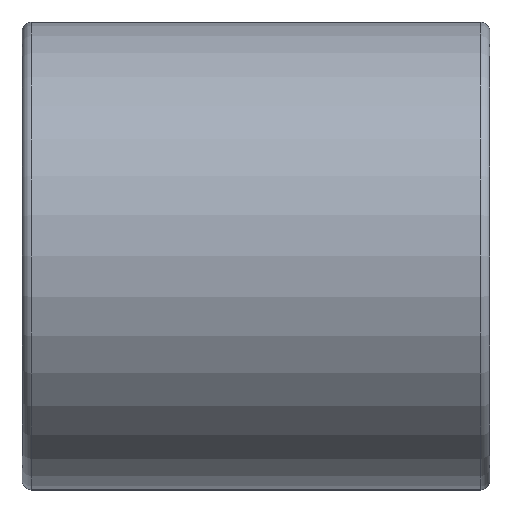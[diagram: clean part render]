
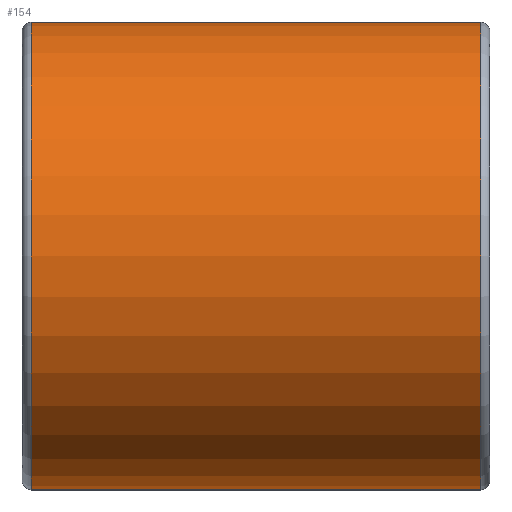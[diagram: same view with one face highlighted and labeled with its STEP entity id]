
A CAD part, left-side view. The second image highlights one B-rep face of the part: STEP entity #154.
In plain terms, the highlighted cylindrical face has radius 2.5 mm (diameter 5 mm), a partial arc.
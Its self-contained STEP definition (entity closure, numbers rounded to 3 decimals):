
#5 = EDGE_CURVE ( 'NONE', #10, #286, #197, .T. ) ;
#8 = VERTEX_POINT ( 'NONE', #62 ) ;
#10 = VERTEX_POINT ( 'NONE', #233 ) ;
#27 = ORIENTED_EDGE ( 'NONE', *, *, #32, .T. ) ;
#32 = EDGE_CURVE ( 'NONE', #49, #8, #176, .T. ) ;
#34 = FACE_OUTER_BOUND ( 'NONE', #322, .T. ) ;
#39 = CARTESIAN_POINT ( 'NONE',  ( -7.5, 4.9, -2.5 ) ) ;
#49 = VERTEX_POINT ( 'NONE', #407 ) ;
#56 = DIRECTION ( 'NONE',  ( 0., 0., 1. ) ) ;
#58 = ORIENTED_EDGE ( 'NONE', *, *, #419, .F. ) ;
#62 = CARTESIAN_POINT ( 'NONE',  ( -7.5, 0.1, 2.5 ) ) ;
#77 = ORIENTED_EDGE ( 'NONE', *, *, #366, .T. ) ;
#88 = DIRECTION ( 'NONE',  ( 0., -1., 0. ) ) ;
#112 = VECTOR ( 'NONE', #277, 1000. ) ;
#114 = DIRECTION ( 'NONE',  ( 0., -1., 0. ) ) ;
#142 = LINE ( 'NONE', #216, #112 ) ;
#154 = ADVANCED_FACE ( 'NONE', ( #34 ), #169, .T. ) ;
#169 = CYLINDRICAL_SURFACE ( 'NONE', #212, 2.5 ) ;
#176 = CIRCLE ( 'NONE', #237, 2.5 ) ;
#178 = ORIENTED_EDGE ( 'NONE', *, *, #5, .T. ) ;
#192 = CARTESIAN_POINT ( 'NONE',  ( -7.5, 4.9, 0. ) ) ;
#197 = CIRCLE ( 'NONE', #376, 2.5 ) ;
#212 = AXIS2_PLACEMENT_3D ( 'NONE', #307, #443, #273 ) ;
#216 = CARTESIAN_POINT ( 'NONE',  ( -7.5, 5., 2.5 ) ) ;
#233 = CARTESIAN_POINT ( 'NONE',  ( -7.5, 4.9, 2.5 ) ) ;
#237 = AXIS2_PLACEMENT_3D ( 'NONE', #300, #400, #56 ) ;
#273 = DIRECTION ( 'NONE',  ( 0., 0., -1. ) ) ;
#277 = DIRECTION ( 'NONE',  ( 0., -1., 0. ) ) ;
#286 = VERTEX_POINT ( 'NONE', #39 ) ;
#300 = CARTESIAN_POINT ( 'NONE',  ( -7.5, 0.1, 0. ) ) ;
#307 = CARTESIAN_POINT ( 'NONE',  ( -7.5, 5., 0. ) ) ;
#322 = EDGE_LOOP ( 'NONE', ( #77, #27, #58, #178 ) ) ;
#350 = LINE ( 'NONE', #355, #382 ) ;
#355 = CARTESIAN_POINT ( 'NONE',  ( -7.5, 5., -2.5 ) ) ;
#366 = EDGE_CURVE ( 'NONE', #286, #49, #350, .T. ) ;
#368 = DIRECTION ( 'NONE',  ( 0., 0., 1. ) ) ;
#376 = AXIS2_PLACEMENT_3D ( 'NONE', #192, #88, #368 ) ;
#382 = VECTOR ( 'NONE', #114, 1000. ) ;
#400 = DIRECTION ( 'NONE',  ( 0., 1., 0. ) ) ;
#407 = CARTESIAN_POINT ( 'NONE',  ( -7.5, 0.1, -2.5 ) ) ;
#419 = EDGE_CURVE ( 'NONE', #10, #8, #142, .T. ) ;
#443 = DIRECTION ( 'NONE',  ( 0., -1., 0. ) ) ;
